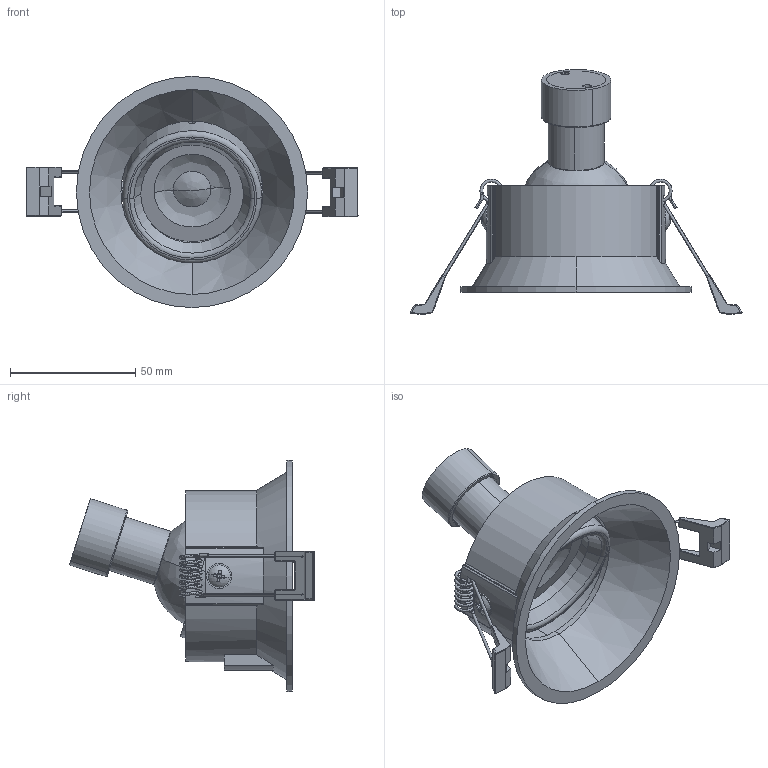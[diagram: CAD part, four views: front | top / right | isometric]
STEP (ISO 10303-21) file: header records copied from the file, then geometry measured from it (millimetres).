
FILE_DESCRIPTION (( 'STEP AP214' ), '1' );
FILE_NAME ('POINT TWIST CH ASSEMBLY_ROUND+LAMP GU_10.STEP', '2022-09-07T09:46:31', ( '' ), ( '' ), 'SwSTEP 2.0', 'SolidWorks 2018', '' );
FILE_SCHEMA (( 'AUTOMOTIVE_DESIGN' ));
Length unit declared in the file: millimetre
Products named in the file (7): POINT TWIST CH_ROUND; ikea led1727f3; POINT TWIST CH ASSEMBLY_ROUND+LAMP GU_10; pan head cross collar screw_din_DIN 967 - M4 x 6 - Z --- 4.6N; Ïðóæèíà òèïîâàÿ; POINT TWIST CH_2; GU10 Spot LED
Assembly tree (8 placements, depth 2):
  POINT TWIST CH ASSEMBLY_ROUND+LAMP GU_10
    POINT TWIST CH_ROUND
    POINT TWIST CH_2
    GU10 Spot LED
    ikea led1727f3
    Ïðóæèíà òèïîâàÿ  x2
    pan head cross collar screw_din_DIN 967 - M4 x 6 - Z --- 4.6N  x2
Bounding box: 132.74 x 97.97 x 92.4 mm (x, y, z)
Volume: 83063.7 mm3; surface area: 48359.6 mm2
Topology: 17 solids, 17 shells, 548 faces, 1319 edges, 813 vertices
Faces by surface type: plane 211, cylinder 164, bspline 78, torus 57, cone 34, sphere 4
Entity records: 17911 total; most frequent: CARTESIAN_POINT 7599, DIRECTION 2094, ORIENTED_EDGE 2042, EDGE_CURVE 1021, AXIS2_PLACEMENT_3D 859, VERTEX_POINT 640, CIRCLE 475, EDGE_LOOP 457
